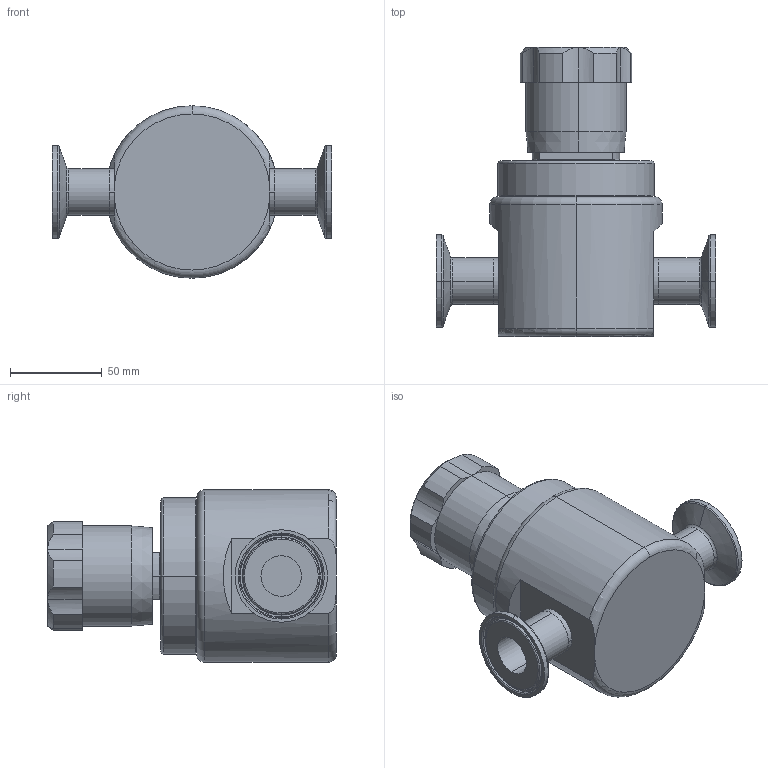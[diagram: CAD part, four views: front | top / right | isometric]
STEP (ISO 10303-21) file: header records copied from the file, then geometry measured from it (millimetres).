
FILE_DESCRIPTION (( 'STEP AP203' ), '1' );
FILE_NAME ('JSHM-100-TC.STEP', '2017-06-29T14:38:39', ( '' ), ( '' ), 'SwSTEP 2.0', 'SolidWorks 2014', '' );
FILE_SCHEMA (( 'CONFIG_CONTROL_DESIGN' ));
Length unit declared in the file: inch
Products named in the file (2): JSHM-100-TC
Bounding box: 152.15 x 157.48 x 93.98 mm (x, y, z)
Volume: 792504.1 mm3; surface area: 72547.5 mm2
Topology: 1 solids, 1 shells, 123 faces, 272 edges, 162 vertices
Faces by surface type: cylinder 47, torus 29, plane 27, cone 20
Entity records: 3782 total; most frequent: CARTESIAN_POINT 813, DIRECTION 675, ORIENTED_EDGE 544, AXIS2_PLACEMENT_3D 300, EDGE_CURVE 272, CIRCLE 175, VERTEX_POINT 162, EDGE_LOOP 134
